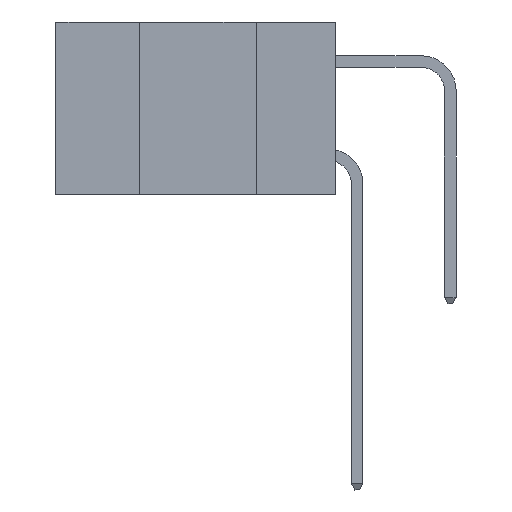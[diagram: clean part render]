
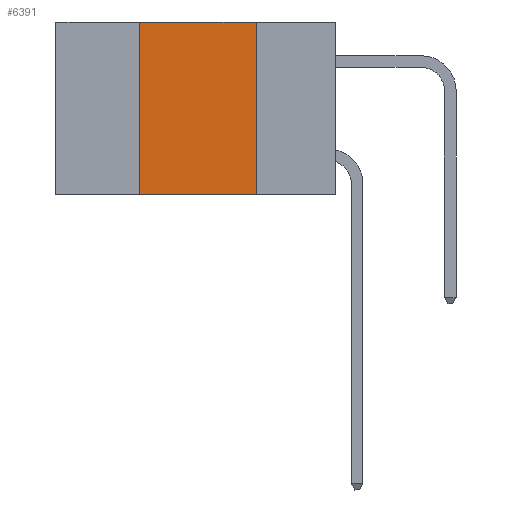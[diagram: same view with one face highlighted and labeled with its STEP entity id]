
A CAD part, left-side view. The second image highlights one B-rep face of the part: STEP entity #6391.
In plain terms, the highlighted planar face has unit normal (-1, 0, 0).
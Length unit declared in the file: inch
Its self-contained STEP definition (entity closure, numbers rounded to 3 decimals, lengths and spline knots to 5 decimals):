
#353 = VECTOR ( 'NONE', #9977, 39.37008 ) ;
#377 = VECTOR ( 'NONE', #9225, 39.37008 ) ;
#810 = LINE ( 'NONE', #12089, #353 ) ;
#946 = VERTEX_POINT ( 'NONE', #14017 ) ;
#1054 = VECTOR ( 'NONE', #11586, 39.37008 ) ;
#1258 = EDGE_CURVE ( 'NONE', #2458, #7312, #13089, .T. ) ;
#2158 = EDGE_CURVE ( 'NONE', #7312, #946, #810, .T. ) ;
#2458 = VERTEX_POINT ( 'NONE', #11025 ) ;
#3687 = ORIENTED_EDGE ( 'NONE', *, *, #9417, .T. ) ;
#4498 = EDGE_CURVE ( 'NONE', #946, #28335, #23164, .T. ) ;
#4727 = DIRECTION ( 'NONE',  ( 0., -1., 0. ) ) ;
#5595 = DIRECTION ( 'NONE',  ( 0., 0., -1. ) ) ;
#6391 = ADVANCED_FACE ( 'NONE', ( #7824 ), #23290, .F. ) ;
#6953 = CARTESIAN_POINT ( 'NONE',  ( 0., 0.6, -0.37 ) ) ;
#7312 = VERTEX_POINT ( 'NONE', #10992 ) ;
#7824 = FACE_OUTER_BOUND ( 'NONE', #13394, .T. ) ;
#8650 = ORIENTED_EDGE ( 'NONE', *, *, #1258, .F. ) ;
#9225 = DIRECTION ( 'NONE',  ( 0., 0., 1. ) ) ;
#9417 = EDGE_CURVE ( 'NONE', #2458, #28335, #18227, .T. ) ;
#9977 = DIRECTION ( 'NONE',  ( 0., -1., 0. ) ) ;
#10992 = CARTESIAN_POINT ( 'NONE',  ( 0., 0.42, 0. ) ) ;
#11025 = CARTESIAN_POINT ( 'NONE',  ( 0., 0.42, -0.37 ) ) ;
#11586 = DIRECTION ( 'NONE',  ( 0., 0., -1. ) ) ;
#11637 = ORIENTED_EDGE ( 'NONE', *, *, #4498, .F. ) ;
#12089 = CARTESIAN_POINT ( 'NONE',  ( 0., 0.6, 0. ) ) ;
#13089 = LINE ( 'NONE', #15621, #377 ) ;
#13394 = EDGE_LOOP ( 'NONE', ( #11637, #16263, #8650, #3687 ) ) ;
#14017 = CARTESIAN_POINT ( 'NONE',  ( 0., 0.17, 0. ) ) ;
#15621 = CARTESIAN_POINT ( 'NONE',  ( 0., 0.42, 0. ) ) ;
#16263 = ORIENTED_EDGE ( 'NONE', *, *, #2158, .F. ) ;
#18227 = LINE ( 'NONE', #6953, #21634 ) ;
#18243 = CARTESIAN_POINT ( 'NONE',  ( 0., 0.17, 0. ) ) ;
#18819 = DIRECTION ( 'NONE',  ( 1., 0., 0. ) ) ;
#20222 = CARTESIAN_POINT ( 'NONE',  ( 0., 0.17, -0.37 ) ) ;
#21634 = VECTOR ( 'NONE', #4727, 39.37008 ) ;
#23164 = LINE ( 'NONE', #18243, #1054 ) ;
#23290 = PLANE ( 'NONE',  #26953 ) ;
#23862 = CARTESIAN_POINT ( 'NONE',  ( 0., 0.6, 0. ) ) ;
#26953 = AXIS2_PLACEMENT_3D ( 'NONE', #23862, #18819, #5595 ) ;
#28335 = VERTEX_POINT ( 'NONE', #20222 ) ;
